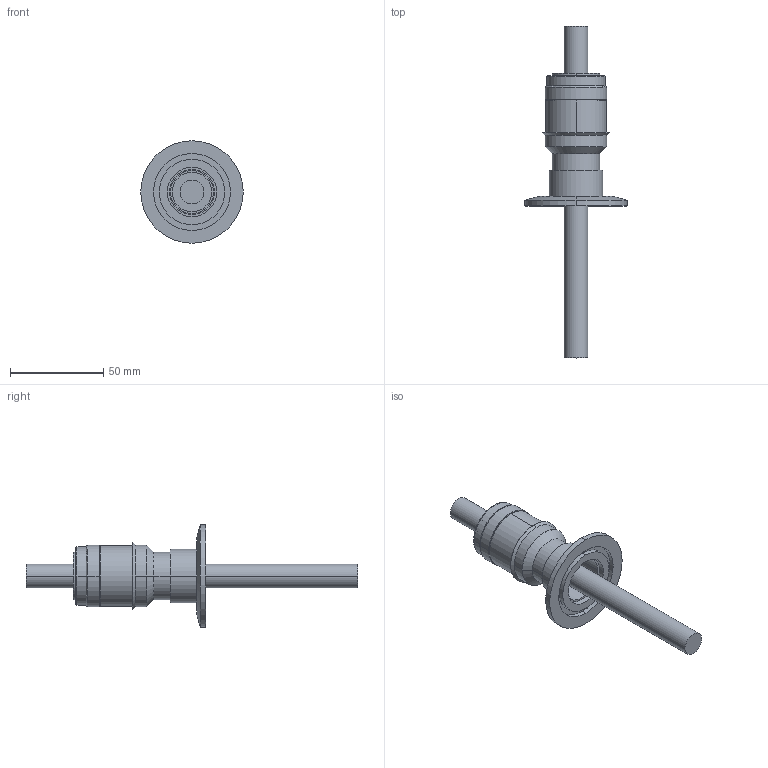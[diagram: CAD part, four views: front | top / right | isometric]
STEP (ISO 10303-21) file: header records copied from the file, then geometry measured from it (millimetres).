
FILE_DESCRIPTION (( 'STEP AP203' ), '1' );
FILE_NAME ('A8207-4-QF.STEP', '2013-06-03T13:21:05', ( '' ), ( '' ), 'SwSTEP 2.0', 'SolidWorks 2012', '' );
FILE_SCHEMA (( 'CONFIG_CONTROL_DESIGN' ));
Length unit declared in the file: inch
Products named in the file (1): A8207-4-QF
Bounding box: 54.86 x 177.8 x 54.86 mm (x, y, z)
Volume: 47322.3 mm3; surface area: 26760.8 mm2
Topology: 1 solids, 1 shells, 84 faces, 186 edges, 118 vertices
Faces by surface type: cylinder 42, cone 20, plane 16, torus 6
Entity records: 3198 total; most frequent: CARTESIAN_POINT 1162, DIRECTION 464, ORIENTED_EDGE 372, AXIS2_PLACEMENT_3D 201, EDGE_CURVE 186, VERTEX_POINT 118, CIRCLE 116, EDGE_LOOP 98
